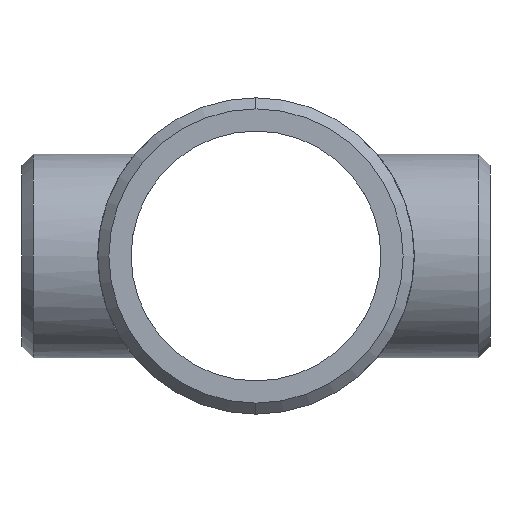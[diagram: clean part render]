
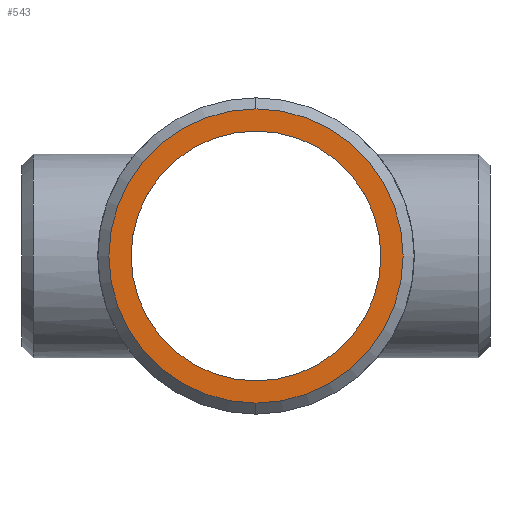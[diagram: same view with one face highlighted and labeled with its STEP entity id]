
A CAD part, left-side view. The second image highlights one B-rep face of the part: STEP entity #543.
In plain terms, the highlighted planar face has unit normal (-1, 0, 0).
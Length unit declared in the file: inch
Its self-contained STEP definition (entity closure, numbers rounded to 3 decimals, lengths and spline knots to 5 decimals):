
#41 = DIRECTION ( 'NONE',  ( 0., 0., 1. ) ) ;
#61 = CIRCLE ( 'NONE', #417, 3.4065 ) ;
#76 = FACE_OUTER_BOUND ( 'NONE', #803, .T. ) ;
#111 = AXIS2_PLACEMENT_3D ( 'NONE', #1211, #178, #684 ) ;
#131 = DIRECTION ( 'NONE',  ( 0., 0., 1. ) ) ;
#175 = ORIENTED_EDGE ( 'NONE', *, *, #481, .T. ) ;
#178 = DIRECTION ( 'NONE',  ( -1., 0., 0. ) ) ;
#225 = EDGE_CURVE ( 'NONE', #716, #379, #809, .T. ) ;
#231 = VERTEX_POINT ( 'NONE', #996 ) ;
#233 = CARTESIAN_POINT ( 'NONE',  ( -7., 0., 0. ) ) ;
#249 = CARTESIAN_POINT ( 'NONE',  ( -7., 0., 0. ) ) ;
#259 = DIRECTION ( 'NONE',  ( 0., 0., 1. ) ) ;
#320 = EDGE_LOOP ( 'NONE', ( #759, #175 ) ) ;
#379 = VERTEX_POINT ( 'NONE', #875 ) ;
#417 = AXIS2_PLACEMENT_3D ( 'NONE', #249, #777, #259 ) ;
#435 = DIRECTION ( 'NONE',  ( 1., 0., 0. ) ) ;
#451 = VERTEX_POINT ( 'NONE', #785 ) ;
#476 = AXIS2_PLACEMENT_3D ( 'NONE', #949, #435, #41 ) ;
#481 = EDGE_CURVE ( 'NONE', #379, #716, #61, .T. ) ;
#489 = FACE_BOUND ( 'NONE', #320, .T. ) ;
#543 = ADVANCED_FACE ( 'NONE', ( #76, #489 ), #800, .T. ) ;
#602 = DIRECTION ( 'NONE',  ( 0., 0., -1. ) ) ;
#684 = DIRECTION ( 'NONE',  ( 0., 0., 1. ) ) ;
#716 = VERTEX_POINT ( 'NONE', #802 ) ;
#759 = ORIENTED_EDGE ( 'NONE', *, *, #225, .T. ) ;
#777 = DIRECTION ( 'NONE',  ( 1., 0., 0. ) ) ;
#785 = CARTESIAN_POINT ( 'NONE',  ( -7., 0., 4.0105 ) ) ;
#800 = PLANE ( 'NONE',  #890 ) ;
#802 = CARTESIAN_POINT ( 'NONE',  ( -7., 0., 3.4065 ) ) ;
#803 = EDGE_LOOP ( 'NONE', ( #1084, #1143 ) ) ;
#809 = CIRCLE ( 'NONE', #476, 3.4065 ) ;
#817 = CARTESIAN_POINT ( 'NONE',  ( -7., 0., 0. ) ) ;
#855 = AXIS2_PLACEMENT_3D ( 'NONE', #233, #1063, #131 ) ;
#875 = CARTESIAN_POINT ( 'NONE',  ( -7., 0., -3.4065 ) ) ;
#890 = AXIS2_PLACEMENT_3D ( 'NONE', #817, #1003, #602 ) ;
#908 = EDGE_CURVE ( 'NONE', #231, #451, #1196, .T. ) ;
#949 = CARTESIAN_POINT ( 'NONE',  ( -7., 0., 0. ) ) ;
#996 = CARTESIAN_POINT ( 'NONE',  ( -7., 0., -4.0105 ) ) ;
#1003 = DIRECTION ( 'NONE',  ( -1., 0., 0. ) ) ;
#1009 = CIRCLE ( 'NONE', #855, 4.0105 ) ;
#1063 = DIRECTION ( 'NONE',  ( -1., 0., 0. ) ) ;
#1084 = ORIENTED_EDGE ( 'NONE', *, *, #908, .T. ) ;
#1143 = ORIENTED_EDGE ( 'NONE', *, *, #1272, .T. ) ;
#1196 = CIRCLE ( 'NONE', #111, 4.0105 ) ;
#1211 = CARTESIAN_POINT ( 'NONE',  ( -7., 0., 0. ) ) ;
#1272 = EDGE_CURVE ( 'NONE', #451, #231, #1009, .T. ) ;
